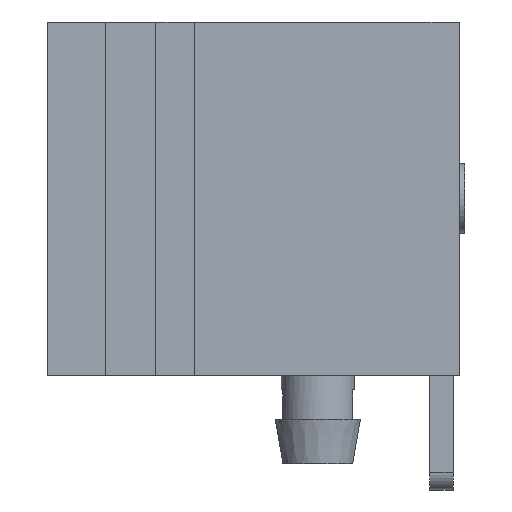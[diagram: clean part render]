
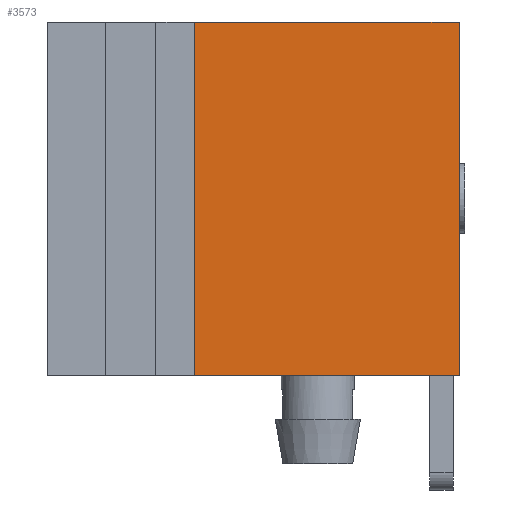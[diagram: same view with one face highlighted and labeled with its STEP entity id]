
A CAD part, front view. The second image highlights one B-rep face of the part: STEP entity #3573.
In plain terms, the highlighted planar face has unit normal (0, -1, 0).
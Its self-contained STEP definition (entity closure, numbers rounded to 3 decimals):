
#127 = VECTOR ( 'NONE', #5835, 1000. ) ;
#162 = DIRECTION ( 'NONE',  ( 0., 0., -1. ) ) ;
#525 = EDGE_CURVE ( 'NONE', #5046, #2934, #2142, .T. ) ;
#1167 = ORIENTED_EDGE ( 'NONE', *, *, #3071, .T. ) ;
#1491 = DIRECTION ( 'NONE',  ( 1., 0., 0. ) ) ;
#1559 = LINE ( 'NONE', #4804, #4572 ) ;
#1596 = ORIENTED_EDGE ( 'NONE', *, *, #2055, .F. ) ;
#1825 = VERTEX_POINT ( 'NONE', #3182 ) ;
#1917 = CARTESIAN_POINT ( 'NONE',  ( 14., -9.25, 12. ) ) ;
#2009 = LINE ( 'NONE', #2730, #4882 ) ;
#2016 = DIRECTION ( 'NONE',  ( -1., 0., 0. ) ) ;
#2055 = EDGE_CURVE ( 'NONE', #3914, #2934, #1559, .T. ) ;
#2142 = LINE ( 'NONE', #2228, #127 ) ;
#2228 = CARTESIAN_POINT ( 'NONE',  ( 5., -9.25, 0. ) ) ;
#2301 = PLANE ( 'NONE',  #4650 ) ;
#2384 = CARTESIAN_POINT ( 'NONE',  ( 5., -9.25, 12. ) ) ;
#2642 = LINE ( 'NONE', #4262, #4579 ) ;
#2730 = CARTESIAN_POINT ( 'NONE',  ( 5., -9.25, 12. ) ) ;
#2934 = VERTEX_POINT ( 'NONE', #4170 ) ;
#3071 = EDGE_CURVE ( 'NONE', #1825, #5046, #2642, .T. ) ;
#3089 = CARTESIAN_POINT ( 'NONE',  ( 5., -9.25, 0. ) ) ;
#3182 = CARTESIAN_POINT ( 'NONE',  ( 5., -9.25, 12. ) ) ;
#3573 = ADVANCED_FACE ( 'NONE', ( #5847 ), #2301, .F. ) ;
#3880 = DIRECTION ( 'NONE',  ( 0., 0., -1. ) ) ;
#3914 = VERTEX_POINT ( 'NONE', #1917 ) ;
#4170 = CARTESIAN_POINT ( 'NONE',  ( 14., -9.25, 0. ) ) ;
#4262 = CARTESIAN_POINT ( 'NONE',  ( 5., -9.25, 12. ) ) ;
#4306 = DIRECTION ( 'NONE',  ( 0., 1., 0. ) ) ;
#4572 = VECTOR ( 'NONE', #3880, 1000. ) ;
#4579 = VECTOR ( 'NONE', #162, 1000. ) ;
#4650 = AXIS2_PLACEMENT_3D ( 'NONE', #2384, #4306, #2016 ) ;
#4804 = CARTESIAN_POINT ( 'NONE',  ( 14., -9.25, 12. ) ) ;
#4824 = ORIENTED_EDGE ( 'NONE', *, *, #525, .T. ) ;
#4882 = VECTOR ( 'NONE', #1491, 1000. ) ;
#4964 = EDGE_CURVE ( 'NONE', #1825, #3914, #2009, .T. ) ;
#4968 = ORIENTED_EDGE ( 'NONE', *, *, #4964, .F. ) ;
#5046 = VERTEX_POINT ( 'NONE', #3089 ) ;
#5157 = EDGE_LOOP ( 'NONE', ( #4824, #1596, #4968, #1167 ) ) ;
#5835 = DIRECTION ( 'NONE',  ( 1., 0., 0. ) ) ;
#5847 = FACE_OUTER_BOUND ( 'NONE', #5157, .T. ) ;
